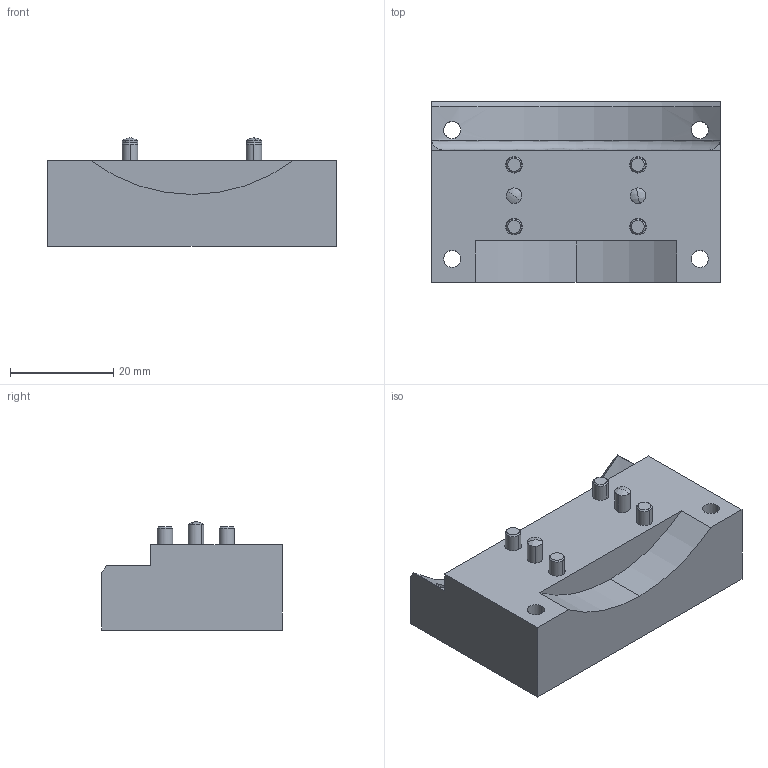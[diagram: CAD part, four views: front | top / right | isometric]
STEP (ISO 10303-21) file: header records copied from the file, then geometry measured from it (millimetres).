
FILE_DESCRIPTION (( 'STEP AP214' ), '1' );
FILE_NAME ('P1167.STEP', '2024-02-05T06:32:37', ( '' ), ( '' ), 'SwSTEP 2.0', 'SolidWorks 2021', '' );
FILE_SCHEMA (( 'AUTOMOTIVE_DESIGN' ));
Length unit declared in the file: millimetre
Products named in the file (1): P1167
Bounding box: 56 x 35 x 20.94 mm (x, y, z)
Volume: 24044.6 mm3; surface area: 9652.1 mm2
Topology: 7 solids, 7 shells, 165 faces, 369 edges, 226 vertices
Faces by surface type: cylinder 63, plane 54, cone 25, torus 17, bspline 6
Entity records: 6650 total; most frequent: CARTESIAN_POINT 979, DIRECTION 841, ORIENTED_EDGE 722, EDGE_CURVE 361, AXIS2_PLACEMENT_3D 330, VERTEX_POINT 226, EDGE_LOOP 197, LINE 181
